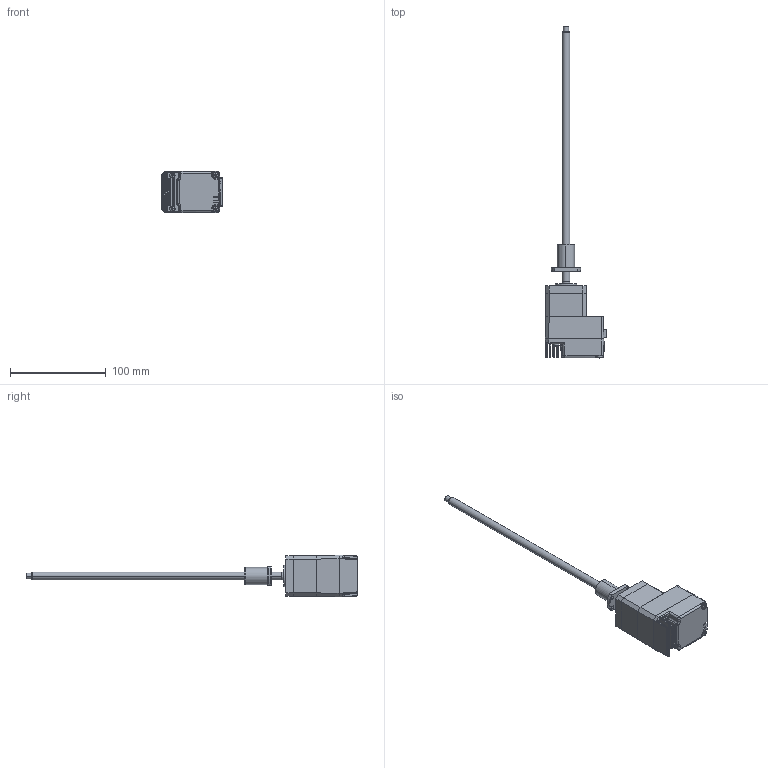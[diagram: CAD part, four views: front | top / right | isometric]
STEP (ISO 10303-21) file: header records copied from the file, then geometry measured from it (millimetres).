
FILE_DESCRIPTION (( 'STEP AP203' ), '1' );
FILE_NAME ('TSM17Q-2RG-B0808-265-FF1-S.STEP', '2021-10-08T07:31:10', ( '' ), ( '' ), 'SwSTEP 2.0', 'SolidWorks 2018', '' );
FILE_SCHEMA (( 'CONFIG_CONTROL_DESIGN' ));
Length unit declared in the file: millimetre
Products named in the file (1): TSM17Q-2RG-B0808-265-FF1-S
Bounding box: 64.11 x 346.37 x 43.53 mm (x, y, z)
Surface area: 38413.3 mm2 (no closed solid volume)
Topology: 0 solids, 24 shells, 380 faces, 1388 edges, 1003 vertices
Faces by surface type: plane 194, cylinder 116, bspline 46, cone 16, sphere 8
Entity records: 16985 total; most frequent: CARTESIAN_POINT 5621, DIRECTION 2235, ORIENTED_EDGE 2109, EDGE_CURVE 1384, VERTEX_POINT 1003, VECTOR 873, LINE 873, AXIS2_PLACEMENT_3D 681
